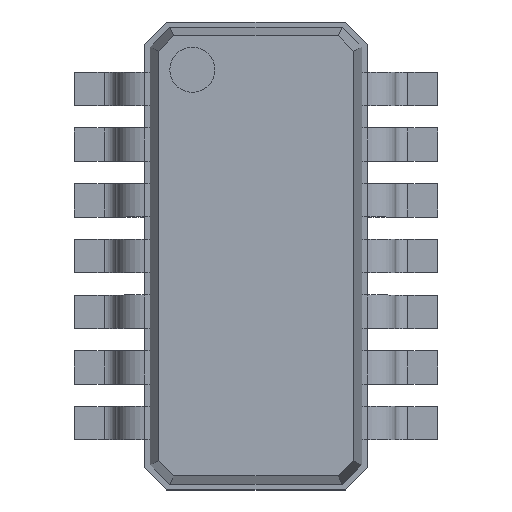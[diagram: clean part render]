
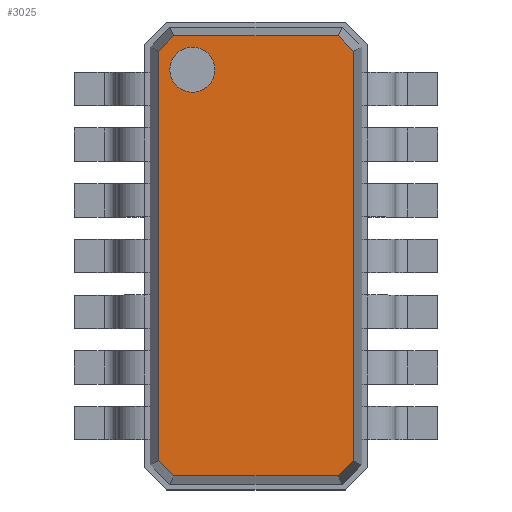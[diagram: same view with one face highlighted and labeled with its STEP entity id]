
A CAD part, top view. The second image highlights one B-rep face of the part: STEP entity #3025.
In plain terms, the highlighted planar face has unit normal (0, 0, 1).
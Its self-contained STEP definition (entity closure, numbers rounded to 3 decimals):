
#13=DIRECTION('',(0.,0.,1.));
#14=DIRECTION('',(1.,0.,-0.));
#27=VECTOR('',#28,1.);
#28=DIRECTION('',(0.707,0.707,0.));
#51=VECTOR('',#52,1.);
#52=DIRECTION('',(1.,0.,0.));
#58=VECTOR('',#59,1.);
#59=DIRECTION('',(0.707,-0.707,0.));
#65=VECTOR('',#66,1.);
#66=DIRECTION('',(0.,-1.,0.));
#72=VECTOR('',#73,1.);
#73=DIRECTION('',(-0.707,-0.707,0.));
#79=VECTOR('',#80,1.);
#80=DIRECTION('',(-1.,0.,0.));
#86=VECTOR('',#87,1.);
#87=DIRECTION('',(-0.707,0.707,0.));
#91=VECTOR('',#92,1.);
#92=DIRECTION('',(0.,1.,0.));
#95=DIRECTION('',(-0.,0.,1.));
#1128=VERTEX_POINT('',#1129);
#1129=CARTESIAN_POINT('',(-0.875,1.837,1.1));
#1131=ORIENTED_EDGE('',*,*,#1132,.F.);
#1132=EDGE_CURVE('',#1133,#1128,#1135,.T.);
#1133=VERTEX_POINT('',#1134);
#1134=CARTESIAN_POINT('',(-0.875,-1.837,1.1));
#1135=LINE('',#1134,#91);
#1146=VERTEX_POINT('',#1147);
#1147=CARTESIAN_POINT('',(-0.737,1.975,1.1));
#1149=ORIENTED_EDGE('',*,*,#1150,.F.);
#1150=EDGE_CURVE('',#1128,#1146,#1151,.T.);
#1151=LINE('',#1129,#27);
#1160=VERTEX_POINT('',#1161);
#1161=CARTESIAN_POINT('',(0.737,1.975,1.1));
#1163=ORIENTED_EDGE('',*,*,#1164,.F.);
#1164=EDGE_CURVE('',#1146,#1160,#1165,.T.);
#1165=LINE('',#1147,#51);
#1174=VERTEX_POINT('',#1175);
#1175=CARTESIAN_POINT('',(0.875,1.837,1.1));
#1177=ORIENTED_EDGE('',*,*,#1178,.F.);
#1178=EDGE_CURVE('',#1160,#1174,#1179,.T.);
#1179=LINE('',#1161,#58);
#1244=VERTEX_POINT('',#1245);
#1245=CARTESIAN_POINT('',(0.875,-1.837,1.1));
#1247=ORIENTED_EDGE('',*,*,#1248,.F.);
#1248=EDGE_CURVE('',#1174,#1244,#1249,.T.);
#1249=LINE('',#1175,#65);
#3025=ADVANCED_FACE('',(#3026,#3041),#3050,.T.);
#3026=FACE_BOUND('',#3027,.T.);
#3027=EDGE_LOOP('',(#1149,#1131,#3028,#3033,#3038,#1247,#1177,#1163));
#3028=ORIENTED_EDGE('',*,*,#3029,.F.);
#3029=EDGE_CURVE('',#3030,#1133,#3032,.T.);
#3030=VERTEX_POINT('',#3031);
#3031=CARTESIAN_POINT('',(-0.737,-1.975,1.1));
#3032=LINE('',#3031,#86);
#3033=ORIENTED_EDGE('',*,*,#3034,.F.);
#3034=EDGE_CURVE('',#3035,#3030,#3037,.T.);
#3035=VERTEX_POINT('',#3036);
#3036=CARTESIAN_POINT('',(0.737,-1.975,1.1));
#3037=LINE('',#3036,#79);
#3038=ORIENTED_EDGE('',*,*,#3039,.F.);
#3039=EDGE_CURVE('',#1244,#3035,#3040,.T.);
#3040=LINE('',#1245,#72);
#3041=FACE_BOUND('',#3042,.T.);
#3042=EDGE_LOOP('',(#3043));
#3043=ORIENTED_EDGE('',*,*,#3044,.F.);
#3044=EDGE_CURVE('',#3045,#3045,#3047,.T.);
#3045=VERTEX_POINT('',#3046);
#3046=CARTESIAN_POINT('',(-0.368,1.671,1.1));
#3047=CIRCLE('',#3048,0.202);
#3048=AXIS2_PLACEMENT_3D('',#3049,#13,#14);
#3049=CARTESIAN_POINT('',(-0.571,1.671,1.1));
#3050=PLANE('',#3051);
#3051=AXIS2_PLACEMENT_3D('',#1129,#95,#3052);
#3052=DIRECTION('',(0.389,-0.921,0.));
